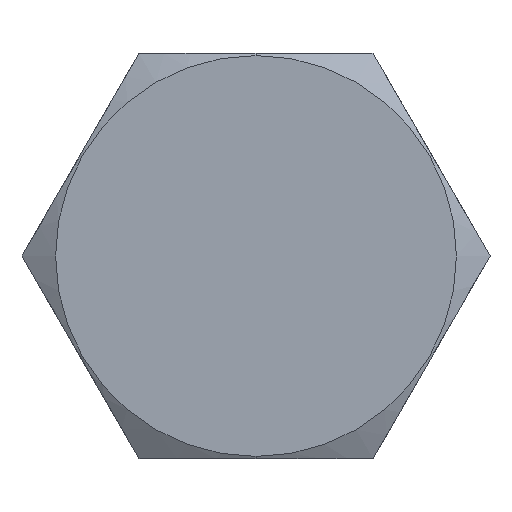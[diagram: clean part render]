
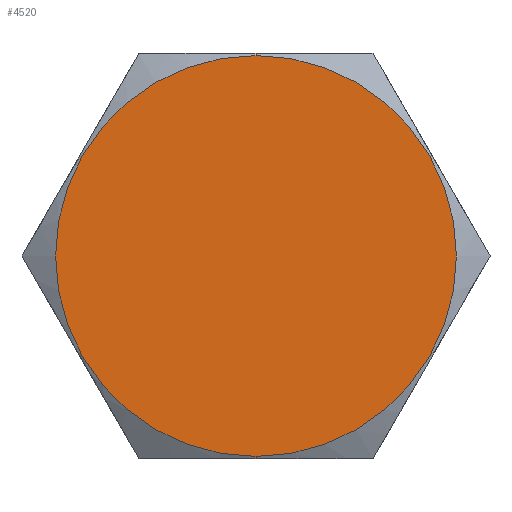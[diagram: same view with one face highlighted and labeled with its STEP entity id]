
A CAD part, left-side view. The second image highlights one B-rep face of the part: STEP entity #4520.
In plain terms, the highlighted planar face has unit normal (-1, 0, 0).
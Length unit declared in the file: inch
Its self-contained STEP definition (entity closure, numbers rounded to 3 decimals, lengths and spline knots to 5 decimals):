
#236 = VERTEX_POINT ( 'NONE', #915 ) ;
#299 = CIRCLE ( 'NONE', #587, 0.68 ) ;
#533 = DIRECTION ( 'NONE',  ( 0., 0., -1. ) ) ;
#554 = CARTESIAN_POINT ( 'NONE',  ( -0.27, 0., 0. ) ) ;
#587 = AXIS2_PLACEMENT_3D ( 'NONE', #554, #3726, #1573 ) ;
#592 = VERTEX_POINT ( 'NONE', #3738 ) ;
#792 = ORIENTED_EDGE ( 'NONE', *, *, #3473, .F. ) ;
#871 = FACE_OUTER_BOUND ( 'NONE', #3408, .T. ) ;
#915 = CARTESIAN_POINT ( 'NONE',  ( -0.27, 0., -0.68 ) ) ;
#1573 = DIRECTION ( 'NONE',  ( 0., 0., -1. ) ) ;
#2098 = DIRECTION ( 'NONE',  ( 0., 0., -1. ) ) ;
#2110 = CARTESIAN_POINT ( 'NONE',  ( -0.27, 0., 0. ) ) ;
#2189 = AXIS2_PLACEMENT_3D ( 'NONE', #4407, #2654, #533 ) ;
#2654 = DIRECTION ( 'NONE',  ( 1., 0., 0. ) ) ;
#2821 = DIRECTION ( 'NONE',  ( 1., 0., 0. ) ) ;
#2830 = ORIENTED_EDGE ( 'NONE', *, *, #4417, .F. ) ;
#3294 = AXIS2_PLACEMENT_3D ( 'NONE', #2110, #2821, #2098 ) ;
#3408 = EDGE_LOOP ( 'NONE', ( #792, #2830 ) ) ;
#3473 = EDGE_CURVE ( 'NONE', #236, #592, #3869, .T. ) ;
#3726 = DIRECTION ( 'NONE',  ( 1., 0., 0. ) ) ;
#3738 = CARTESIAN_POINT ( 'NONE',  ( -0.27, 0., 0.68 ) ) ;
#3852 = PLANE ( 'NONE',  #3294 ) ;
#3869 = CIRCLE ( 'NONE', #2189, 0.68 ) ;
#4407 = CARTESIAN_POINT ( 'NONE',  ( -0.27, 0., 0. ) ) ;
#4417 = EDGE_CURVE ( 'NONE', #592, #236, #299, .T. ) ;
#4520 = ADVANCED_FACE ( 'NONE', ( #871 ), #3852, .F. ) ;
